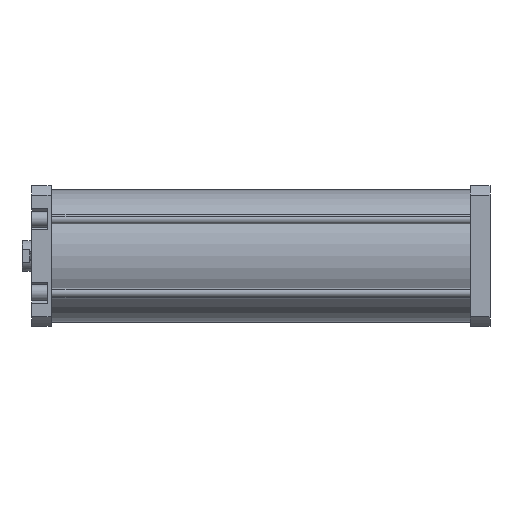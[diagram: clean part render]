
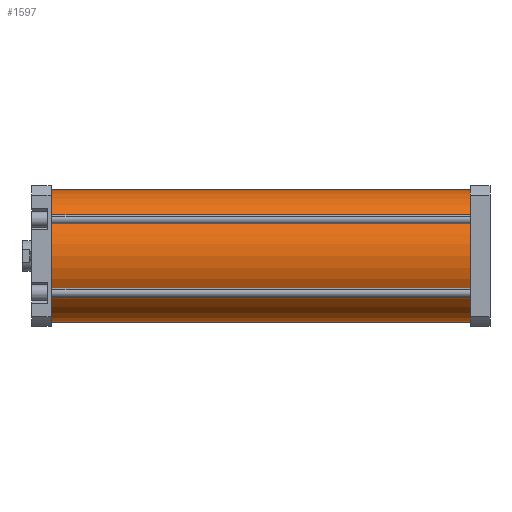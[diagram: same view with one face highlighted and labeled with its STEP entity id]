
A CAD part, front view. The second image highlights one B-rep face of the part: STEP entity #1597.
In plain terms, the highlighted cylindrical face has radius 85 mm (diameter 170 mm), a partial arc.
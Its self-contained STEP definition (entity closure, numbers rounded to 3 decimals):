
#1275 = EDGE_LOOP ( 'NONE', ( #1314, #1308, #1301, #1298 ) ) ;
#1298 = ORIENTED_EDGE ( 'NONE', *, *, #7574, .T. ) ;
#1301 = ORIENTED_EDGE ( 'NONE', *, *, #7570, .T. ) ;
#1308 = ORIENTED_EDGE ( 'NONE', *, *, #7566, .F. ) ;
#1314 = ORIENTED_EDGE ( 'NONE', *, *, #7565, .F. ) ;
#1597 = ADVANCED_FACE ( 'NONE', ( #6763 ), #6759, .T. ) ;
#1882 = VERTEX_POINT ( 'NONE', #3348 ) ;
#1889 = VERTEX_POINT ( 'NONE', #3354 ) ;
#1909 = VERTEX_POINT ( 'NONE', #3371 ) ;
#1915 = VERTEX_POINT ( 'NONE', #3375 ) ;
#2732 = DIRECTION ( 'NONE',  ( -1., 0., 0. ) ) ;
#2733 = DIRECTION ( 'NONE',  ( 0., 0., -1. ) ) ;
#2734 = CARTESIAN_POINT ( 'NONE',  ( 0., 0., 537. ) ) ;
#3348 = CARTESIAN_POINT ( 'NONE',  ( 85., 0., 0. ) ) ;
#3354 = CARTESIAN_POINT ( 'NONE',  ( 85., 0., 537. ) ) ;
#3371 = CARTESIAN_POINT ( 'NONE',  ( -85., 0., 0. ) ) ;
#3375 = CARTESIAN_POINT ( 'NONE',  ( -85., 0., 537. ) ) ;
#3617 = CARTESIAN_POINT ( 'NONE',  ( 85., 0., 537. ) ) ;
#3627 = DIRECTION ( 'NONE',  ( 0., 0., -1. ) ) ;
#3628 = CARTESIAN_POINT ( 'NONE',  ( 0., 0., 537. ) ) ;
#3629 = DIRECTION ( 'NONE',  ( 0., 0., 1. ) ) ;
#3630 = DIRECTION ( 'NONE',  ( 1., 0., 0. ) ) ;
#3640 = CARTESIAN_POINT ( 'NONE',  ( -85., 0., 537. ) ) ;
#3641 = DIRECTION ( 'NONE',  ( 0., 0., -1. ) ) ;
#3642 = CARTESIAN_POINT ( 'NONE',  ( 0., 0., 0. ) ) ;
#3652 = DIRECTION ( 'NONE',  ( 0., 0., 1. ) ) ;
#3653 = DIRECTION ( 'NONE',  ( 1., 0., 0. ) ) ;
#5800 = AXIS2_PLACEMENT_3D ( 'NONE', #2734, #2733, #2732 ) ;
#6168 = AXIS2_PLACEMENT_3D ( 'NONE', #3628, #3629, #3630 ) ;
#6178 = AXIS2_PLACEMENT_3D ( 'NONE', #3642, #3652, #3653 ) ;
#6759 = CYLINDRICAL_SURFACE ( 'NONE', #5800, 85. ) ;
#6763 = FACE_OUTER_BOUND ( 'NONE', #1275, .T. ) ;
#7188 = LINE ( 'NONE', #3617, #7191 ) ;
#7191 = VECTOR ( 'NONE', #3627, 1000. ) ;
#7192 = LINE ( 'NONE', #3640, #7195 ) ;
#7193 = CIRCLE ( 'NONE', #6168, 85. ) ;
#7195 = VECTOR ( 'NONE', #3641, 1000. ) ;
#7203 = CIRCLE ( 'NONE', #6178, 85. ) ;
#7565 = EDGE_CURVE ( 'NONE', #1889, #1882, #7188, .T. ) ;
#7566 = EDGE_CURVE ( 'NONE', #1915, #1889, #7193, .T. ) ;
#7570 = EDGE_CURVE ( 'NONE', #1915, #1909, #7192, .T. ) ;
#7574 = EDGE_CURVE ( 'NONE', #1909, #1882, #7203, .T. ) ;
